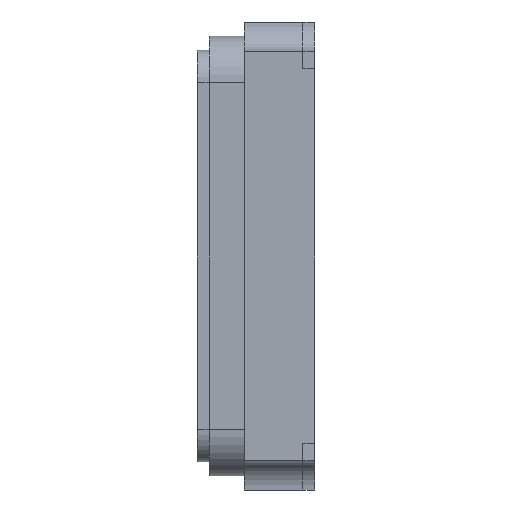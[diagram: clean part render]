
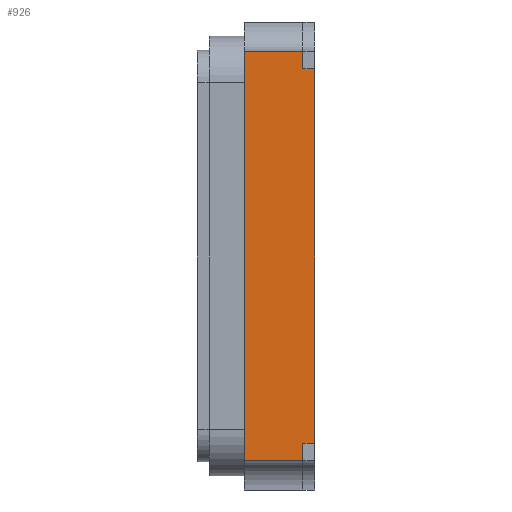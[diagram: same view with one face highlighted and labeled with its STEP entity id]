
A CAD part, left-side view. The second image highlights one B-rep face of the part: STEP entity #926.
In plain terms, the highlighted planar face has unit normal (-1, 0, 0).
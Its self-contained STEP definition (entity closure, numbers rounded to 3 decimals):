
#121 = CARTESIAN_POINT ( 'NONE',  ( -1.25, 0., 0.875 ) ) ;
#132 = CARTESIAN_POINT ( 'NONE',  ( -1.25, -0.25, -0.875 ) ) ;
#145 = ORIENTED_EDGE ( 'NONE', *, *, #1126, .T. ) ;
#167 = LINE ( 'NONE', #3400, #2508 ) ;
#235 = CARTESIAN_POINT ( 'NONE',  ( -1.25, -0.25, 0.8 ) ) ;
#255 = FACE_OUTER_BOUND ( 'NONE', #1677, .T. ) ;
#367 = CARTESIAN_POINT ( 'NONE',  ( -1.25, -0.25, 0.8 ) ) ;
#426 = CARTESIAN_POINT ( 'NONE',  ( -1.25, -0.3, -0.875 ) ) ;
#466 = VERTEX_POINT ( 'NONE', #1384 ) ;
#510 = PLANE ( 'NONE',  #1544 ) ;
#541 = EDGE_CURVE ( 'NONE', #1756, #3330, #3236, .T. ) ;
#571 = CARTESIAN_POINT ( 'NONE',  ( -1.25, 0., -0.875 ) ) ;
#590 = VECTOR ( 'NONE', #2105, 1000. ) ;
#656 = DIRECTION ( 'NONE',  ( 0., -1., 0. ) ) ;
#688 = ORIENTED_EDGE ( 'NONE', *, *, #793, .T. ) ;
#793 = EDGE_CURVE ( 'NONE', #1584, #883, #3329, .T. ) ;
#797 = CARTESIAN_POINT ( 'NONE',  ( -1.25, -0.25, 0. ) ) ;
#837 = LINE ( 'NONE', #571, #1468 ) ;
#855 = CARTESIAN_POINT ( 'NONE',  ( -1.25, -0.3, -0.8 ) ) ;
#883 = VERTEX_POINT ( 'NONE', #121 ) ;
#917 = VERTEX_POINT ( 'NONE', #235 ) ;
#922 = LINE ( 'NONE', #367, #2254 ) ;
#926 = ADVANCED_FACE ( 'NONE', ( #255 ), #510, .T. ) ;
#1014 = EDGE_CURVE ( 'NONE', #3073, #3184, #2276, .T. ) ;
#1030 = DIRECTION ( 'NONE',  ( 0., -1., 0. ) ) ;
#1087 = CARTESIAN_POINT ( 'NONE',  ( -1.25, -0.25, 0.875 ) ) ;
#1096 = CARTESIAN_POINT ( 'NONE',  ( -1.25, -0.25, -0.8 ) ) ;
#1126 = EDGE_CURVE ( 'NONE', #1756, #3073, #167, .T. ) ;
#1302 = EDGE_CURVE ( 'NONE', #3330, #466, #1392, .T. ) ;
#1384 = CARTESIAN_POINT ( 'NONE',  ( -1.25, 0., -0.875 ) ) ;
#1392 = LINE ( 'NONE', #426, #2308 ) ;
#1423 = DIRECTION ( 'NONE',  ( -1., 0., 0. ) ) ;
#1468 = VECTOR ( 'NONE', #2731, 1000. ) ;
#1482 = EDGE_CURVE ( 'NONE', #917, #3184, #922, .T. ) ;
#1528 = DIRECTION ( 'NONE',  ( 0., 1., 0. ) ) ;
#1544 = AXIS2_PLACEMENT_3D ( 'NONE', #2199, #1423, #2459 ) ;
#1584 = VERTEX_POINT ( 'NONE', #1087 ) ;
#1620 = ORIENTED_EDGE ( 'NONE', *, *, #1302, .F. ) ;
#1639 = CARTESIAN_POINT ( 'NONE',  ( -1.25, -0.3, 0.8 ) ) ;
#1677 = EDGE_LOOP ( 'NONE', ( #145, #2767, #2942, #2669, #688, #2284, #1620, #2800 ) ) ;
#1756 = VERTEX_POINT ( 'NONE', #1096 ) ;
#1759 = CARTESIAN_POINT ( 'NONE',  ( -1.25, -0.25, 0. ) ) ;
#1791 = VECTOR ( 'NONE', #3168, 1000. ) ;
#2003 = VECTOR ( 'NONE', #1528, 1000. ) ;
#2105 = DIRECTION ( 'NONE',  ( 0., 0., 1. ) ) ;
#2199 = CARTESIAN_POINT ( 'NONE',  ( -1.25, -0.3, -0.875 ) ) ;
#2254 = VECTOR ( 'NONE', #656, 1000. ) ;
#2270 = DIRECTION ( 'NONE',  ( 0., 1., 0. ) ) ;
#2274 = LINE ( 'NONE', #1759, #1791 ) ;
#2276 = LINE ( 'NONE', #2626, #590 ) ;
#2284 = ORIENTED_EDGE ( 'NONE', *, *, #2879, .F. ) ;
#2308 = VECTOR ( 'NONE', #2270, 1000. ) ;
#2459 = DIRECTION ( 'NONE',  ( 0., 0., 1. ) ) ;
#2508 = VECTOR ( 'NONE', #1030, 1000. ) ;
#2626 = CARTESIAN_POINT ( 'NONE',  ( -1.25, -0.3, -0.875 ) ) ;
#2669 = ORIENTED_EDGE ( 'NONE', *, *, #2896, .F. ) ;
#2731 = DIRECTION ( 'NONE',  ( 0., 0., 1. ) ) ;
#2767 = ORIENTED_EDGE ( 'NONE', *, *, #1014, .T. ) ;
#2800 = ORIENTED_EDGE ( 'NONE', *, *, #541, .F. ) ;
#2879 = EDGE_CURVE ( 'NONE', #466, #883, #837, .T. ) ;
#2896 = EDGE_CURVE ( 'NONE', #1584, #917, #2274, .T. ) ;
#2942 = ORIENTED_EDGE ( 'NONE', *, *, #1482, .F. ) ;
#3073 = VERTEX_POINT ( 'NONE', #855 ) ;
#3089 = CARTESIAN_POINT ( 'NONE',  ( -1.25, -0.3, 0.875 ) ) ;
#3168 = DIRECTION ( 'NONE',  ( 0., 0., -1. ) ) ;
#3184 = VERTEX_POINT ( 'NONE', #1639 ) ;
#3236 = LINE ( 'NONE', #797, #3399 ) ;
#3329 = LINE ( 'NONE', #3089, #2003 ) ;
#3330 = VERTEX_POINT ( 'NONE', #132 ) ;
#3399 = VECTOR ( 'NONE', #3435, 1000. ) ;
#3400 = CARTESIAN_POINT ( 'NONE',  ( -1.25, -0.25, -0.8 ) ) ;
#3435 = DIRECTION ( 'NONE',  ( 0., 0., -1. ) ) ;
